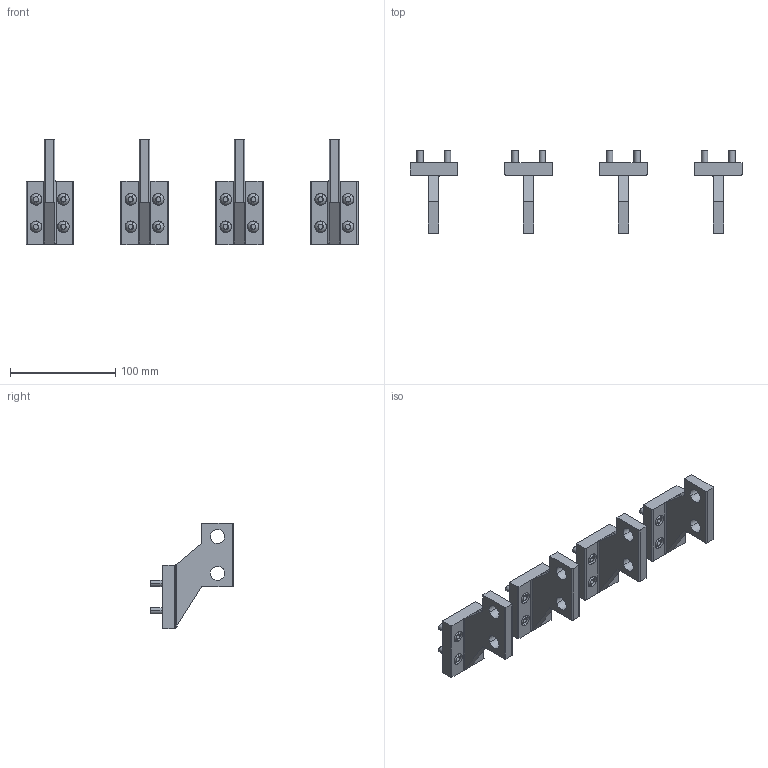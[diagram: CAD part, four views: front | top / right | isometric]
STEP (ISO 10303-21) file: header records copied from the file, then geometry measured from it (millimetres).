
FILE_DESCRIPTION(('CATIA V5 STEP Exchange'),'2;1');
FILE_NAME('1SDH001252R0157_1PA_001_00_E2.2_IV_W_TERMINALS_SVR_UPPER_2000A.stp','2014-03-07T07:56:47+00:00',('none'),('none'),'CATIA Version 5 Release 20 SP 1 (IN-10)','CATIA V5 STEP AP214','none');
FILE_SCHEMA(('AUTOMOTIVE_DESIGN { 1 0 10303 214 1 1 1 1 }'));
Length unit declared in the file: millimetre
Products named in the file (1): 1SDH001252R0157_1PA_001_00_E2.2_IV_W_TERMINALS_SVR_UPPER_2000A
Bounding box: 315 x 78.4 x 100 mm (x, y, z)
Volume: 238377.8 mm3; surface area: 77678.9 mm2
Topology: 20 solids, 20 shells, 468 faces, 1076 edges, 696 vertices
Faces by surface type: plane 236, cylinder 168, revolution 32, torus 32
Entity records: 13002 total; most frequent: CARTESIAN_POINT 2629, ORIENTED_EDGE 2152, DIRECTION 1756, EDGE_CURVE 1076, AXIS2_PLACEMENT_3D 765, VERTEX_POINT 696, VECTOR 612, LINE 612
